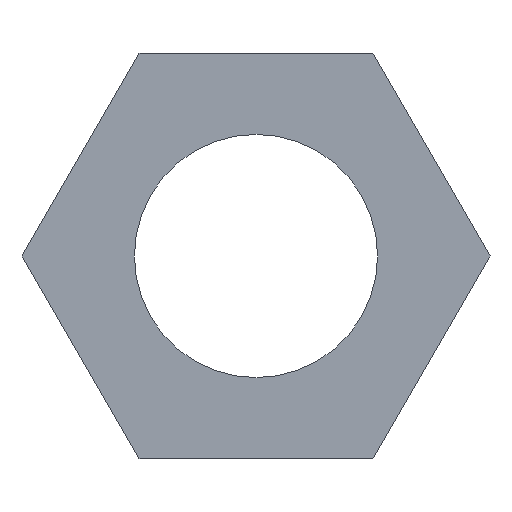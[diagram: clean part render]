
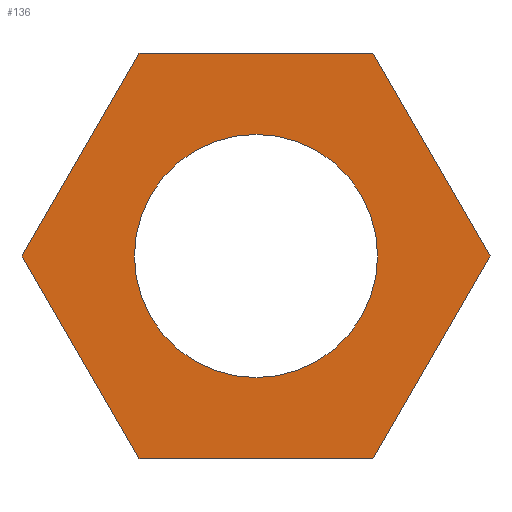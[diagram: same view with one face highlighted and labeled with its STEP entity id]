
A CAD part, front view. The second image highlights one B-rep face of the part: STEP entity #136.
In plain terms, the highlighted planar face has unit normal (0, -1, 0).
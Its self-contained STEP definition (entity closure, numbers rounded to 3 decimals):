
#1 = DIRECTION ( 'NONE',  ( 0., 0., 1. ) ) ;
#4 = CARTESIAN_POINT ( 'NONE',  ( 0., -5., 0. ) ) ;
#11 = ORIENTED_EDGE ( 'NONE', *, *, #258, .F. ) ;
#29 = CARTESIAN_POINT ( 'NONE',  ( -1.443, -5., -2.5 ) ) ;
#31 = LINE ( 'NONE', #153, #137 ) ;
#35 = EDGE_CURVE ( 'NONE', #171, #187, #212, .T. ) ;
#36 = ORIENTED_EDGE ( 'NONE', *, *, #107, .T. ) ;
#41 = LINE ( 'NONE', #364, #365 ) ;
#44 = DIRECTION ( 'NONE',  ( 0.5, 0., -0.866 ) ) ;
#58 = DIRECTION ( 'NONE',  ( 0., 0., 1. ) ) ;
#61 = VERTEX_POINT ( 'NONE', #248 ) ;
#64 = EDGE_LOOP ( 'NONE', ( #377, #351, #147, #203, #363, #11 ) ) ;
#80 = EDGE_CURVE ( 'NONE', #61, #117, #181, .T. ) ;
#86 = FACE_OUTER_BOUND ( 'NONE', #64, .T. ) ;
#89 = DIRECTION ( 'NONE',  ( 0., 1., 0. ) ) ;
#96 = DIRECTION ( 'NONE',  ( -0.5, 0., -0.866 ) ) ;
#102 = CIRCLE ( 'NONE', #344, 1.5 ) ;
#105 = CARTESIAN_POINT ( 'NONE',  ( -2.887, -5., 0. ) ) ;
#107 = EDGE_CURVE ( 'NONE', #309, #361, #320, .T. ) ;
#117 = VERTEX_POINT ( 'NONE', #29 ) ;
#119 = DIRECTION ( 'NONE',  ( 0., 1., 0. ) ) ;
#122 = CARTESIAN_POINT ( 'NONE',  ( 0., -5., 0. ) ) ;
#128 = DIRECTION ( 'NONE',  ( 1., 0., 0. ) ) ;
#129 = CARTESIAN_POINT ( 'NONE',  ( -1.443, -5., -2.5 ) ) ;
#131 = DIRECTION ( 'NONE',  ( 0., 1., 0. ) ) ;
#136 = ADVANCED_FACE ( 'NONE', ( #86, #353 ), #148, .F. ) ;
#137 = VECTOR ( 'NONE', #271, 1000. ) ;
#144 = CARTESIAN_POINT ( 'NONE',  ( 0., -5., 0. ) ) ;
#147 = ORIENTED_EDGE ( 'NONE', *, *, #276, .F. ) ;
#148 = PLANE ( 'NONE',  #199 ) ;
#153 = CARTESIAN_POINT ( 'NONE',  ( -2.887, -5., 0. ) ) ;
#156 = CARTESIAN_POINT ( 'NONE',  ( 0., -5., 1.5 ) ) ;
#160 = LINE ( 'NONE', #129, #314 ) ;
#161 = VERTEX_POINT ( 'NONE', #291 ) ;
#171 = VERTEX_POINT ( 'NONE', #234 ) ;
#181 = LINE ( 'NONE', #272, #279 ) ;
#185 = ORIENTED_EDGE ( 'NONE', *, *, #327, .T. ) ;
#187 = VERTEX_POINT ( 'NONE', #350 ) ;
#188 = VECTOR ( 'NONE', #128, 1000. ) ;
#190 = EDGE_CURVE ( 'NONE', #251, #171, #31, .T. ) ;
#194 = CARTESIAN_POINT ( 'NONE',  ( 0., -5., -1.5 ) ) ;
#196 = VECTOR ( 'NONE', #96, 1000. ) ;
#199 = AXIS2_PLACEMENT_3D ( 'NONE', #4, #89, #58 ) ;
#203 = ORIENTED_EDGE ( 'NONE', *, *, #80, .F. ) ;
#211 = LINE ( 'NONE', #336, #196 ) ;
#212 = LINE ( 'NONE', #329, #188 ) ;
#234 = CARTESIAN_POINT ( 'NONE',  ( -1.443, -5., 2.5 ) ) ;
#241 = DIRECTION ( 'NONE',  ( 0., 0., 1. ) ) ;
#248 = CARTESIAN_POINT ( 'NONE',  ( 1.443, -5., -2.5 ) ) ;
#249 = DIRECTION ( 'NONE',  ( -0.5, 0., 0.866 ) ) ;
#251 = VERTEX_POINT ( 'NONE', #105 ) ;
#256 = AXIS2_PLACEMENT_3D ( 'NONE', #144, #119, #1 ) ;
#258 = EDGE_CURVE ( 'NONE', #187, #161, #41, .T. ) ;
#271 = DIRECTION ( 'NONE',  ( 0.5, 0., 0.866 ) ) ;
#272 = CARTESIAN_POINT ( 'NONE',  ( 1.443, -5., -2.5 ) ) ;
#276 = EDGE_CURVE ( 'NONE', #117, #251, #160, .T. ) ;
#279 = VECTOR ( 'NONE', #300, 1000. ) ;
#280 = EDGE_LOOP ( 'NONE', ( #185, #36 ) ) ;
#291 = CARTESIAN_POINT ( 'NONE',  ( 2.887, -5., 0. ) ) ;
#300 = DIRECTION ( 'NONE',  ( -1., 0., 0. ) ) ;
#309 = VERTEX_POINT ( 'NONE', #156 ) ;
#314 = VECTOR ( 'NONE', #249, 1000. ) ;
#320 = CIRCLE ( 'NONE', #256, 1.5 ) ;
#327 = EDGE_CURVE ( 'NONE', #361, #309, #102, .T. ) ;
#329 = CARTESIAN_POINT ( 'NONE',  ( -1.443, -5., 2.5 ) ) ;
#332 = EDGE_CURVE ( 'NONE', #161, #61, #211, .T. ) ;
#336 = CARTESIAN_POINT ( 'NONE',  ( 2.887, -5., 0. ) ) ;
#344 = AXIS2_PLACEMENT_3D ( 'NONE', #122, #131, #241 ) ;
#350 = CARTESIAN_POINT ( 'NONE',  ( 1.443, -5., 2.5 ) ) ;
#351 = ORIENTED_EDGE ( 'NONE', *, *, #190, .F. ) ;
#353 = FACE_BOUND ( 'NONE', #280, .T. ) ;
#361 = VERTEX_POINT ( 'NONE', #194 ) ;
#363 = ORIENTED_EDGE ( 'NONE', *, *, #332, .F. ) ;
#364 = CARTESIAN_POINT ( 'NONE',  ( 1.443, -5., 2.5 ) ) ;
#365 = VECTOR ( 'NONE', #44, 1000. ) ;
#377 = ORIENTED_EDGE ( 'NONE', *, *, #35, .F. ) ;
